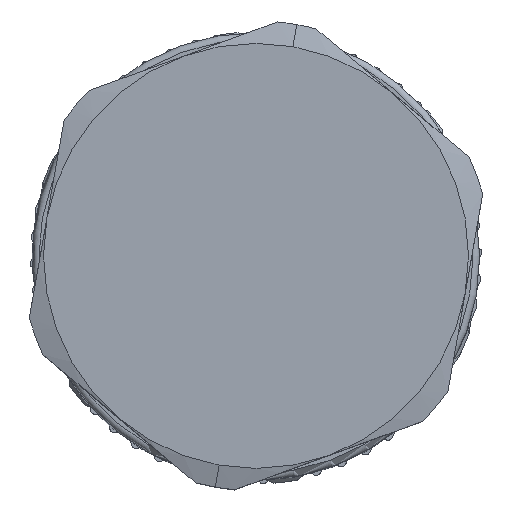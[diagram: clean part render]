
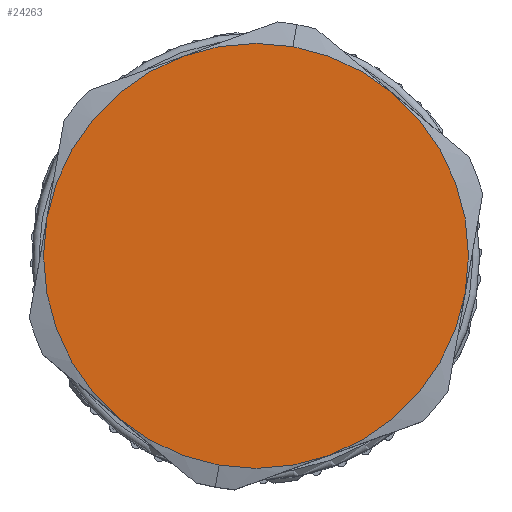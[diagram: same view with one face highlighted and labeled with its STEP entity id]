
A CAD part, top view. The second image highlights one B-rep face of the part: STEP entity #24263.
In plain terms, the highlighted planar face has unit normal (0, 0, 1).
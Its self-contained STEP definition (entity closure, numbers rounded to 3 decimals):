
#24097=AXIS2_PLACEMENT_3D('Circle Axis2P3D',#24095,#24096,$) ;
#24122=AXIS2_PLACEMENT_3D('Circle Axis2P3D',#24120,#24121,$) ;
#24140=AXIS2_PLACEMENT_3D('Circle Axis2P3D',#24138,#24139,$) ;
#24158=AXIS2_PLACEMENT_3D('Circle Axis2P3D',#24156,#24157,$) ;
#24176=AXIS2_PLACEMENT_3D('Circle Axis2P3D',#24174,#24175,$) ;
#24201=AXIS2_PLACEMENT_3D('Circle Axis2P3D',#24199,#24200,$) ;
#24219=AXIS2_PLACEMENT_3D('Circle Axis2P3D',#24217,#24218,$) ;
#24237=AXIS2_PLACEMENT_3D('Circle Axis2P3D',#24235,#24236,$) ;
#24251=AXIS2_PLACEMENT_3D('Plane Axis2P3D',#24248,#24249,#24250) ;
#23668=CARTESIAN_POINT('Vertex',(13.381,1.53,65.)) ;
#23764=CARTESIAN_POINT('Vertex',(4.026,3.18,65.)) ;
#23828=CARTESIAN_POINT('Vertex',(0.776,12.107,65.)) ;
#23892=CARTESIAN_POINT('Vertex',(6.883,19.384,65.)) ;
#23981=CARTESIAN_POINT('Vertex',(16.238,17.734,65.)) ;
#24045=CARTESIAN_POINT('Vertex',(19.488,8.807,65.)) ;
#24095=CARTESIAN_POINT('Axis2P3D Location',(10.132,10.457,65.)) ;
#24117=CARTESIAN_POINT('Vertex',(8.482,1.101,65.)) ;
#24120=CARTESIAN_POINT('Axis2P3D Location',(10.132,10.457,65.)) ;
#24138=CARTESIAN_POINT('Axis2P3D Location',(10.132,10.457,65.)) ;
#24156=CARTESIAN_POINT('Axis2P3D Location',(10.132,10.457,65.)) ;
#24174=CARTESIAN_POINT('Axis2P3D Location',(10.132,10.457,65.)) ;
#24196=CARTESIAN_POINT('Vertex',(11.782,19.813,65.)) ;
#24199=CARTESIAN_POINT('Axis2P3D Location',(10.132,10.457,65.)) ;
#24217=CARTESIAN_POINT('Axis2P3D Location',(10.132,10.457,65.)) ;
#24235=CARTESIAN_POINT('Axis2P3D Location',(10.132,10.457,65.)) ;
#24248=CARTESIAN_POINT('Axis2P3D Location',(10.132,10.457,65.)) ;
#24096=DIRECTION('Axis2P3D Direction',(0.,0.,-1.)) ;
#24121=DIRECTION('Axis2P3D Direction',(0.,0.,-1.)) ;
#24139=DIRECTION('Axis2P3D Direction',(0.,0.,-1.)) ;
#24157=DIRECTION('Axis2P3D Direction',(0.,0.,-1.)) ;
#24175=DIRECTION('Axis2P3D Direction',(0.,0.,-1.)) ;
#24200=DIRECTION('Axis2P3D Direction',(0.,0.,-1.)) ;
#24218=DIRECTION('Axis2P3D Direction',(0.,0.,-1.)) ;
#24236=DIRECTION('Axis2P3D Direction',(0.,0.,-1.)) ;
#24249=DIRECTION('Axis2P3D Direction',(0.,0.,1.)) ;
#24250=DIRECTION('Axis2P3D XDirection',(-0.643,-0.766,0.)) ;
#24254=ORIENTED_EDGE('',*,*,#24099,.T.) ;
#24255=ORIENTED_EDGE('',*,*,#24239,.T.) ;
#24256=ORIENTED_EDGE('',*,*,#24221,.T.) ;
#24257=ORIENTED_EDGE('',*,*,#24203,.T.) ;
#24258=ORIENTED_EDGE('',*,*,#24178,.T.) ;
#24259=ORIENTED_EDGE('',*,*,#24160,.T.) ;
#24260=ORIENTED_EDGE('',*,*,#24142,.T.) ;
#24261=ORIENTED_EDGE('',*,*,#24124,.T.) ;
#24263=ADVANCED_FACE('Hauptk\X2\00F6\X0\rper',(#24262),#24252,.T.) ;
#24098=CIRCLE('generated circle',#24097,9.5) ;
#24123=CIRCLE('generated circle',#24122,9.5) ;
#24141=CIRCLE('generated circle',#24140,9.5) ;
#24159=CIRCLE('generated circle',#24158,9.5) ;
#24177=CIRCLE('generated circle',#24176,9.5) ;
#24202=CIRCLE('generated circle',#24201,9.5) ;
#24220=CIRCLE('generated circle',#24219,9.5) ;
#24238=CIRCLE('generated circle',#24237,9.5) ;
#24099=EDGE_CURVE('',#23669,#24046,#24098,.F.) ;
#24124=EDGE_CURVE('',#24118,#23669,#24123,.F.) ;
#24142=EDGE_CURVE('',#23765,#24118,#24141,.F.) ;
#24160=EDGE_CURVE('',#23829,#23765,#24159,.F.) ;
#24178=EDGE_CURVE('',#23893,#23829,#24177,.F.) ;
#24203=EDGE_CURVE('',#24197,#23893,#24202,.F.) ;
#24221=EDGE_CURVE('',#23982,#24197,#24220,.F.) ;
#24239=EDGE_CURVE('',#24046,#23982,#24238,.F.) ;
#24253=EDGE_LOOP('',(#24254,#24255,#24256,#24257,#24258,#24259,#24260,#24261)) ;
#24262=FACE_OUTER_BOUND('',#24253,.T.) ;
#24252=PLANE('',#24251) ;
#23669=VERTEX_POINT('',#23668) ;
#23765=VERTEX_POINT('',#23764) ;
#23829=VERTEX_POINT('',#23828) ;
#23893=VERTEX_POINT('',#23892) ;
#23982=VERTEX_POINT('',#23981) ;
#24046=VERTEX_POINT('',#24045) ;
#24118=VERTEX_POINT('',#24117) ;
#24197=VERTEX_POINT('',#24196) ;
